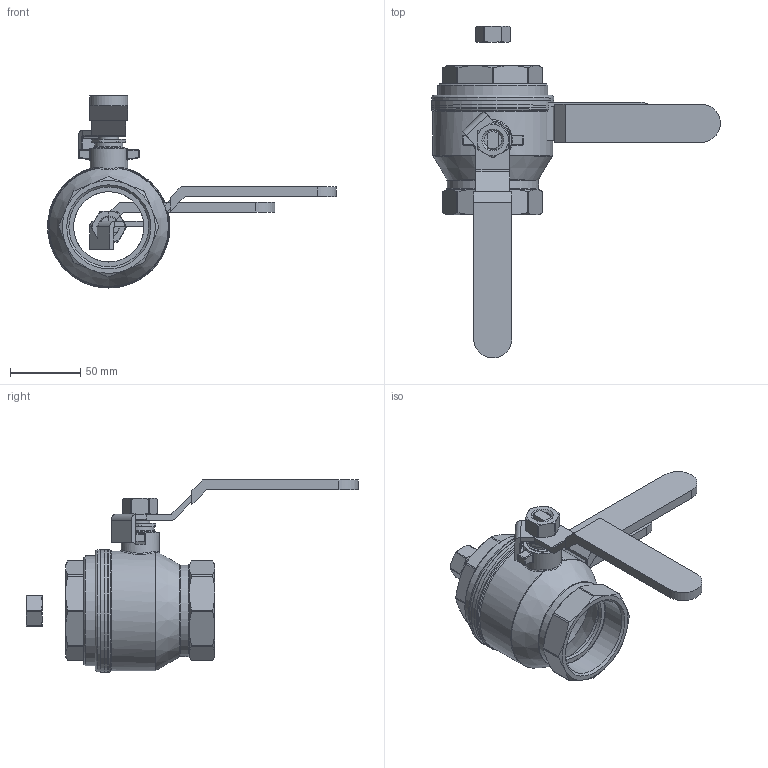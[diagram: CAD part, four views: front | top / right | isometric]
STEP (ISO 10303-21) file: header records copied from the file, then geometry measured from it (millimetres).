
FILE_DESCRIPTION( ( 'Unknown' ), '1' );
FILE_NAME( '8.9390.050.stp', 'Unknown', ( 'Unknown' ), ( 'Unknown' ), 'PSStep 13.0', 'Unknown', ' ' );
FILE_SCHEMA( ( 'AUTOMOTIVE_DESIGN { 1 0 10303 214 1 1 1 1 }' ) );
Length unit declared in the file: millimetre
Products named in the file (11): Stahlgriff 2 Zoll; 8.9360.050; Assem1; Spindel-Zusammanbau_2; Spindel__2; Stopfbuchse__2; Stahlgriff Ummantelung 2 Zoll; Körper__2; Einschraubteil__2; Mutter
Bounding box: 205.28 x 235.88 x 136.5 mm (x, y, z)
Volume: 523862.3 mm3; surface area: 303337.5 mm2
Topology: 22 solids, 22 shells, 932 faces, 2286 edges, 1426 vertices
Faces by surface type: plane 333, cylinder 297, cone 205, bspline 45, sphere 28, torus 24
Full cylindrical faces by diameter (mm): 12.5 x2, 14 x8, 14.5 x3, 18 x4, 19 x3, 20 x4, 20.376 x6, 22 x4, 27 x3, 50 x6, 56.656 x12, 60 x6, 65 x3, 75.835 x3, 78 x6, 80.5 x3, 82.2 x3, 85 x3, 87 x6
Entity records: 13474 total; most frequent: CARTESIAN_POINT 4313, DIRECTION 1375, ORIENTED_EDGE 1322, EDGE_CURVE 661, AXIS2_PLACEMENT_3D 561, VERTEX_POINT 436, EDGE_LOOP 377, FACE_OUTER_BOUND 335
